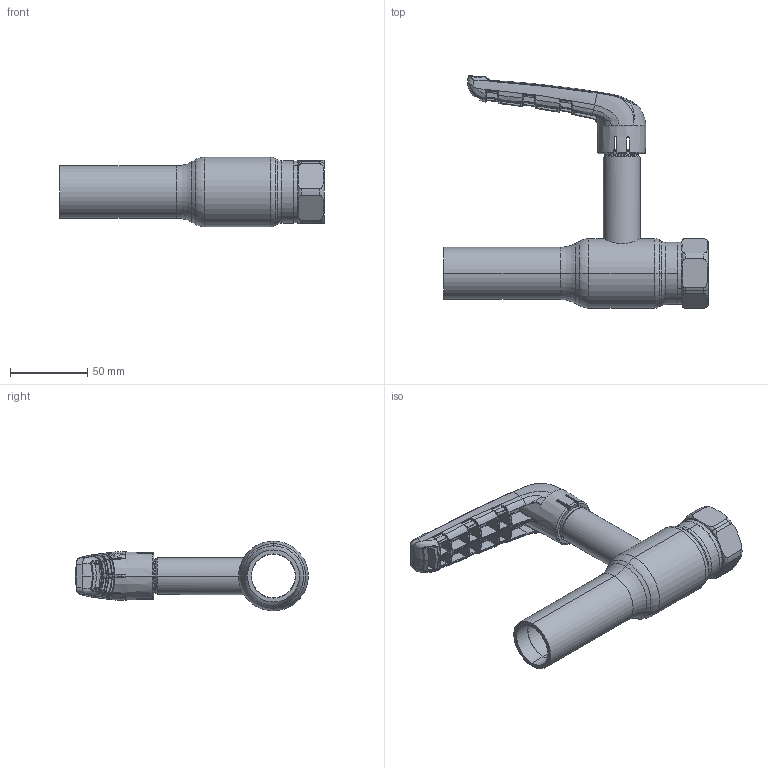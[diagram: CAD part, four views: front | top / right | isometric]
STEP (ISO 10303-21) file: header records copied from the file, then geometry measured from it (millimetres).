
FILE_DESCRIPTION (( 'STEP AP214' ), '1' );
FILE_NAME ('1025003601-2101.step', '2023-09-14T10:07:52', ( '' ), ( '' ), 'SwSTEP 2.0', 'SolidWorks 2021', '' );
FILE_SCHEMA (( 'AUTOMOTIVE_DESIGN' ));
Length unit declared in the file: millimetre
Products named in the file (1): 1025003601-2101
Bounding box: 171 x 150.21 x 45 mm (x, y, z)
Surface area: 53157 mm2 (no closed solid volume)
Topology: 0 solids, 6 shells, 715 faces, 2261 edges, 1449 vertices
Faces by surface type: bspline 566, plane 53, cylinder 39, torus 28, cone 19, sphere 10
Entity records: 55764 total; most frequent: CARTESIAN_POINT 33356, ORIENTED_EDGE 3734, EDGE_CURVE 2251, B_SPLINE_CURVE_WITH_KNOTS 1572, DIRECTION 1512, VERTEX_POINT 1445, EDGE_LOOP 732, UNCERTAINTY_MEASURE_WITH_UNIT 717
